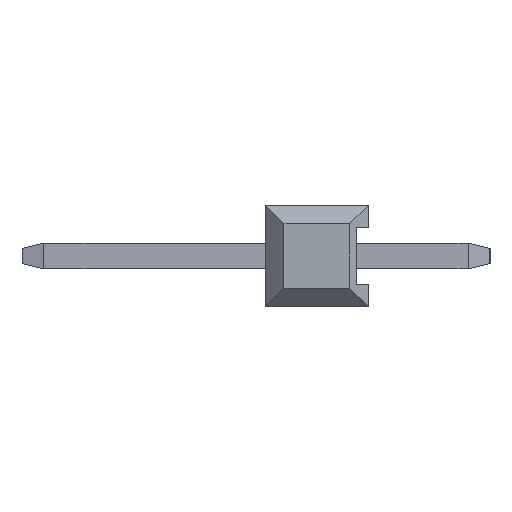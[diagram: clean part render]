
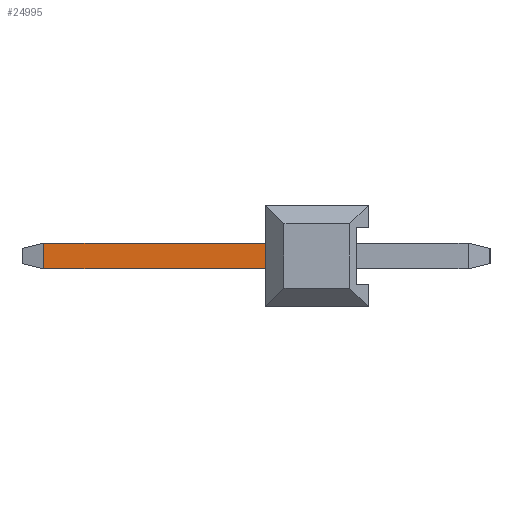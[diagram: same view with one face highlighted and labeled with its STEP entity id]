
A CAD part, left-side view. The second image highlights one B-rep face of the part: STEP entity #24995.
In plain terms, the highlighted planar face has unit normal (-1, 0, 0).
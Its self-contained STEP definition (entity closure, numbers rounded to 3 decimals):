
#6349 = LINE ( 'NONE', #6350, #25512 ) ;
#6350 = CARTESIAN_POINT ( 'NONE',  ( -0.32, 8.54, -0.32 ) ) ;
#6351 = DIRECTION ( 'NONE',  ( 0., -1., 0. ) ) ;
#6355 = LINE ( 'NONE', #6356, #25514 ) ;
#6356 = CARTESIAN_POINT ( 'NONE',  ( -0.32, 7.999, 0.32 ) ) ;
#6357 = DIRECTION ( 'NONE',  ( 0., 0., -1. ) ) ;
#6358 = LINE ( 'NONE', #6359, #25515 ) ;
#6359 = CARTESIAN_POINT ( 'NONE',  ( -0.32, 8.54, 0.32 ) ) ;
#6360 = DIRECTION ( 'NONE',  ( 0., -1., 0. ) ) ;
#9834 = CARTESIAN_POINT ( 'NONE',  ( -0.32, 2.54, -0.32 ) ) ;
#9835 = CARTESIAN_POINT ( 'NONE',  ( -0.32, 2.54, 0.32 ) ) ;
#9862 = CARTESIAN_POINT ( 'NONE',  ( -0.32, 7.999, -0.32 ) ) ;
#9864 = CARTESIAN_POINT ( 'NONE',  ( -0.32, 7.999, 0.32 ) ) ;
#11390 = VERTEX_POINT ( 'NONE', #9834 ) ;
#11392 = VERTEX_POINT ( 'NONE', #9835 ) ;
#11437 = VERTEX_POINT ( 'NONE', #9862 ) ;
#11441 = VERTEX_POINT ( 'NONE', #9864 ) ;
#11626 = EDGE_LOOP ( 'NONE', ( #28337, #28339, #28338, #28340 ) ) ;
#15034 = PLANE ( 'NONE',  #23470 ) ;
#15035 = CARTESIAN_POINT ( 'NONE',  ( -0.32, 8.54, 0.32 ) ) ;
#15036 = DIRECTION ( 'NONE',  ( -1., 0., 0. ) ) ;
#15037 = DIRECTION ( 'NONE',  ( 0., 0., 1. ) ) ;
#18049 = VECTOR ( 'NONE', #23682, 1000. ) ;
#20429 = EDGE_CURVE ( 'NONE', #11437, #11390, #6349, .T. ) ;
#20431 = EDGE_CURVE ( 'NONE', #11441, #11437, #6355, .T. ) ;
#20432 = EDGE_CURVE ( 'NONE', #11441, #11392, #6358, .T. ) ;
#23464 = FACE_OUTER_BOUND ( 'NONE', #11626, .T. ) ;
#23470 = AXIS2_PLACEMENT_3D ( 'NONE', #15035, #15036, #15037 ) ;
#23680 = LINE ( 'NONE', #23681, #18049 ) ;
#23681 = CARTESIAN_POINT ( 'NONE',  ( -0.32, 2.54, -0.32 ) ) ;
#23682 = DIRECTION ( 'NONE',  ( 0., 0., 1. ) ) ;
#24417 = EDGE_CURVE ( 'NONE', #11390, #11392, #23680, .T. ) ;
#24995 = ADVANCED_FACE ( 'NONE', ( #23464 ), #15034, .T. ) ;
#25512 = VECTOR ( 'NONE', #6351, 1000. ) ;
#25514 = VECTOR ( 'NONE', #6357, 1000. ) ;
#25515 = VECTOR ( 'NONE', #6360, 1000. ) ;
#28337 = ORIENTED_EDGE ( 'NONE', *, *, #20432, .F. ) ;
#28338 = ORIENTED_EDGE ( 'NONE', *, *, #20429, .T. ) ;
#28339 = ORIENTED_EDGE ( 'NONE', *, *, #20431, .T. ) ;
#28340 = ORIENTED_EDGE ( 'NONE', *, *, #24417, .T. ) ;
